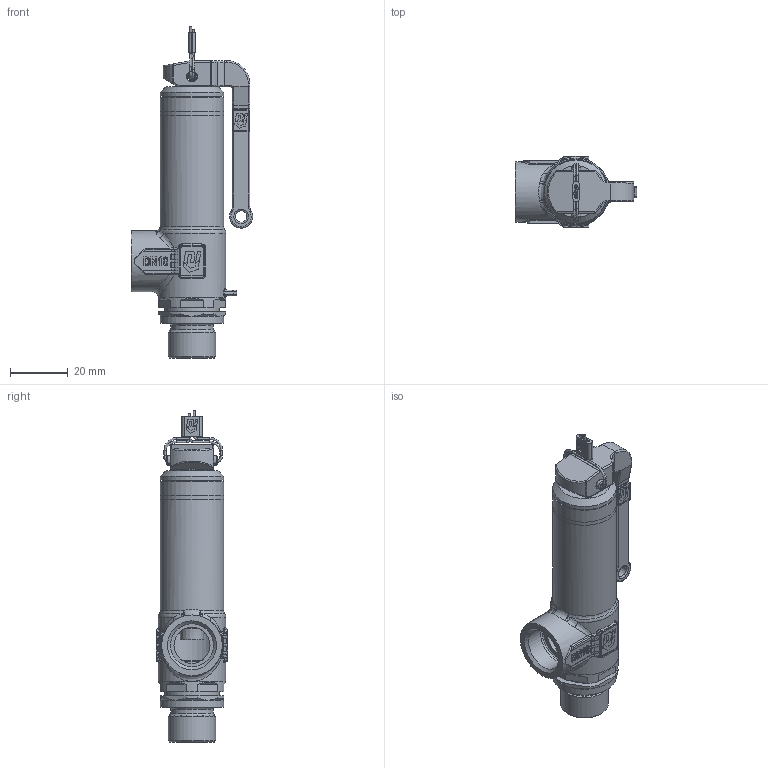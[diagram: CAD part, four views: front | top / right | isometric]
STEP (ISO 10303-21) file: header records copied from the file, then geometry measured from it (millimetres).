
FILE_DESCRIPTION(('HOOPS Exchange Step'),'2;1');
FILE_NAME('SV14-DN8-10-10-Hebel.stp','2026-02-20T11:19:23+01:00',('nieru'),('Unknown organisation'),'HOOPS Exchange 2024.2','HOOPS Exchange','Unknown authorisation');
FILE_SCHEMA( ('AP203_CONFIGURATION_CONTROLLED_3D_DESIGN_OF_MECHANICAL_PARTS_AND_ASSEMBLIES_MIM_LF') );
Length unit declared in the file: millimetre
Products named in the file (2): 0; root
Assembly tree (1 placements, depth 2):
  root
    0
Bounding box: 42 x 24.6 x 115 mm (x, y, z)
Volume: 25204.2 mm3; surface area: 20084.1 mm2
Topology: 8 solids, 8 shells, 791 faces, 2149 edges, 1406 vertices
Faces by surface type: plane 378, cylinder 198, bspline 100, torus 76, cone 23, sphere 16
Full cylindrical faces by diameter (mm): 0.7 x13, 2 x1, 2.5 x2, 3.7 x2, 4 x1, 6 x1, 6.6 x1, 7.1 x1, 12.5 x1, 14.7 x1, 14.9 x1, 15 x1, 16 x1, 16.5 x1, 16.7 x1, 16.8 x1, 16.9 x1, 17 x2, 18 x2, 18.45 x1, 18.5 x1, 18.8 x1, 20 x2, 21 x2, 21.25 x1, 22 x5, 23.4 x1
Entity records: 33503 total; most frequent: CARTESIAN_POINT 14214, ORIENTED_EDGE 4266, DIRECTION 3653, EDGE_CURVE 2133, VERTEX_POINT 1406, AXIS2_PLACEMENT_3D 1289, VECTOR 1075, LINE 1075
